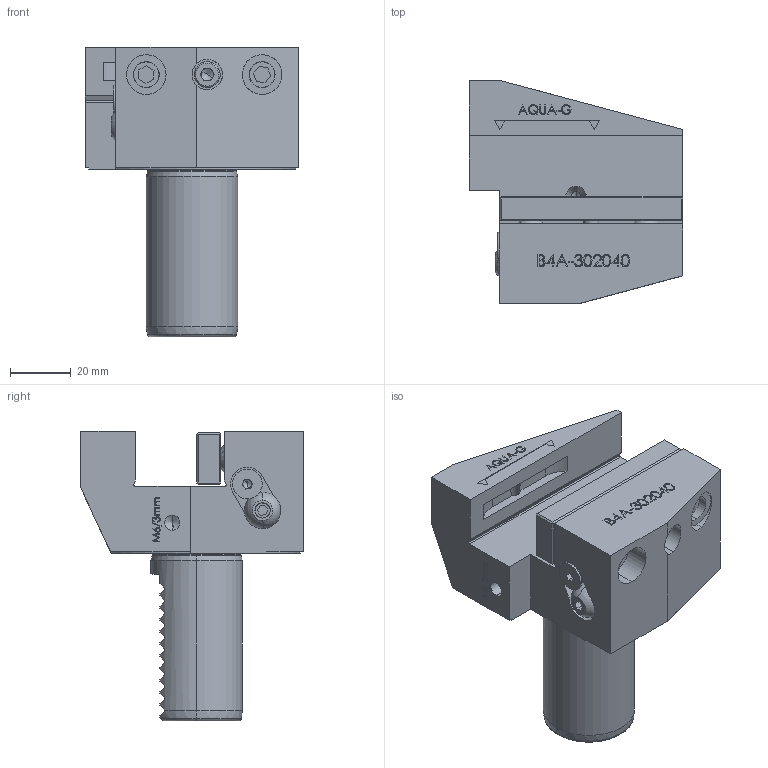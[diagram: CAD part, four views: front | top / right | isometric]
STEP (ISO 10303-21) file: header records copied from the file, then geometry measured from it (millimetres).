
FILE_DESCRIPTION (( 'STEP AP203' ), '1' );
FILE_NAME ('B4A-302040.STEP', '2020-06-11T09:57:16', ( '' ), ( '' ), 'SwSTEP 2.0', 'SolidWorks 2017', '' );
FILE_SCHEMA (( 'CONFIG_CONTROL_DESIGN' ));
Length unit declared in the file: millimetre
Products named in the file (1): B4A-302040
Bounding box: 70 x 73 x 95 mm (x, y, z)
Volume: 161464.4 mm3; surface area: 38345.8 mm2
Topology: 12 solids, 12 shells, 405 faces, 1228 edges, 888 vertices
Faces by surface type: plane 227, cylinder 92, cone 68, torus 16, sphere 2
Entity records: 16654 total; most frequent: CARTESIAN_POINT 5778, ORIENTED_EDGE 2418, DIRECTION 1995, EDGE_CURVE 1209, VERTEX_POINT 885, LINE 685, VECTOR 685, AXIS2_PLACEMENT_3D 655
